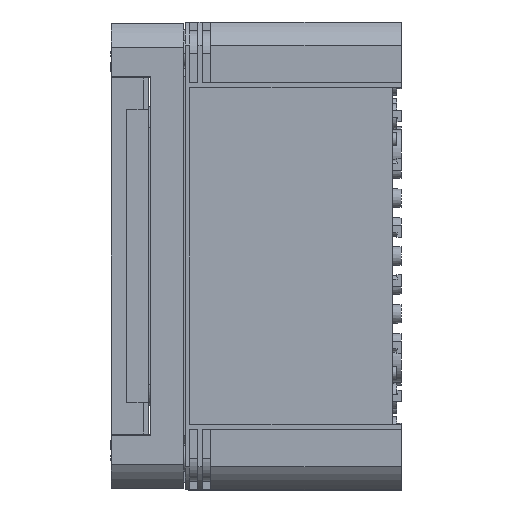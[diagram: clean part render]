
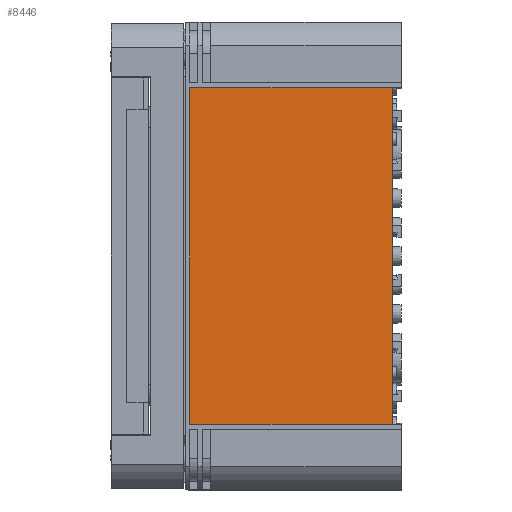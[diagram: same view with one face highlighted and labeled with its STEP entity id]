
A CAD part, left-side view. The second image highlights one B-rep face of the part: STEP entity #8446.
In plain terms, the highlighted planar face has unit normal (-1, 0, 0).
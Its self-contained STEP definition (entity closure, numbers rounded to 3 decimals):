
#1046 = VECTOR ( 'NONE', #16170, 1000. ) ;
#3654 = EDGE_CURVE ( 'NONE', #15662, #24887, #46206, .T. ) ;
#5491 = ORIENTED_EDGE ( 'NONE', *, *, #3654, .T. ) ;
#7571 = EDGE_LOOP ( 'NONE', ( #43328, #5491, #28354, #44292 ) ) ;
#7651 = DIRECTION ( 'NONE',  ( 0., 0., 1. ) ) ;
#8301 = DIRECTION ( 'NONE',  ( 0., 1., 0. ) ) ;
#8446 = ADVANCED_FACE ( 'NONE', ( #29650 ), #49289, .T. ) ;
#8661 = CARTESIAN_POINT ( 'NONE',  ( -140.801, 0., 72.8 ) ) ;
#9027 = CARTESIAN_POINT ( 'NONE',  ( -140.801, 87.5, 72.8 ) ) ;
#10247 = AXIS2_PLACEMENT_3D ( 'NONE', #10719, #14009, #48788 ) ;
#10719 = CARTESIAN_POINT ( 'NONE',  ( -140.801, 0., 0. ) ) ;
#13438 = DIRECTION ( 'NONE',  ( 0., 0., -1. ) ) ;
#14009 = DIRECTION ( 'NONE',  ( -1., 0., 0. ) ) ;
#15662 = VERTEX_POINT ( 'NONE', #37009 ) ;
#16170 = DIRECTION ( 'NONE',  ( 0., -1., 0. ) ) ;
#16422 = CARTESIAN_POINT ( 'NONE',  ( -140.801, 87.5, -72.8 ) ) ;
#16873 = CARTESIAN_POINT ( 'NONE',  ( -140.801, 87.5, -72.8 ) ) ;
#19173 = EDGE_CURVE ( 'NONE', #22648, #47511, #28591, .T. ) ;
#19871 = VECTOR ( 'NONE', #7651, 1000. ) ;
#20066 = VECTOR ( 'NONE', #8301, 1000. ) ;
#22648 = VERTEX_POINT ( 'NONE', #27434 ) ;
#24505 = LINE ( 'NONE', #16422, #1046 ) ;
#24887 = VERTEX_POINT ( 'NONE', #8661 ) ;
#25361 = EDGE_CURVE ( 'NONE', #47511, #15662, #24505, .T. ) ;
#27434 = CARTESIAN_POINT ( 'NONE',  ( -140.801, 87.5, 72.8 ) ) ;
#28354 = ORIENTED_EDGE ( 'NONE', *, *, #32621, .T. ) ;
#28591 = LINE ( 'NONE', #43930, #32297 ) ;
#29650 = FACE_OUTER_BOUND ( 'NONE', #7571, .T. ) ;
#32297 = VECTOR ( 'NONE', #13438, 1000. ) ;
#32621 = EDGE_CURVE ( 'NONE', #24887, #22648, #35007, .T. ) ;
#35007 = LINE ( 'NONE', #9027, #20066 ) ;
#35098 = CARTESIAN_POINT ( 'NONE',  ( -140.801, 0., 0. ) ) ;
#37009 = CARTESIAN_POINT ( 'NONE',  ( -140.801, 0., -72.8 ) ) ;
#43328 = ORIENTED_EDGE ( 'NONE', *, *, #25361, .T. ) ;
#43930 = CARTESIAN_POINT ( 'NONE',  ( -140.801, 87.5, -72.8 ) ) ;
#44292 = ORIENTED_EDGE ( 'NONE', *, *, #19173, .T. ) ;
#46206 = LINE ( 'NONE', #35098, #19871 ) ;
#47511 = VERTEX_POINT ( 'NONE', #16873 ) ;
#48788 = DIRECTION ( 'NONE',  ( 0., 0., 1. ) ) ;
#49289 = PLANE ( 'NONE',  #10247 ) ;
